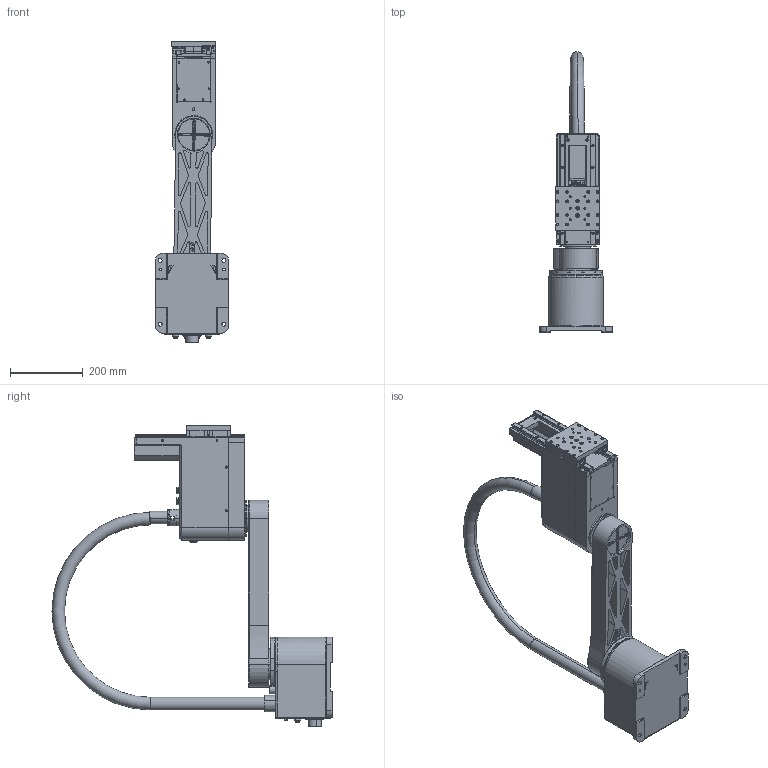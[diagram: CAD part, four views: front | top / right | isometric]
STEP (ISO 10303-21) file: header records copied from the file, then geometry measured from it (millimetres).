
FILE_DESCRIPTION (( 'STEP AP214' ), '1' );
FILE_NAME ('RHS1-8H6515P3-SS3.STEP', '2023-10-20T09:12:34', ( 'User' ), ( '' ), 'SwSTEP 2.0', 'SolidWorks 2020', '' );
FILE_SCHEMA (( 'AUTOMOTIVE_DESIGN' ));
Length unit declared in the file: millimetre
Products named in the file (28): RHS1-8H6515P3-002001.A.STEP.STEP.STEP.STEP; RHS1-8H6515P3-002012.A.STEP.STEP.STEP.STEP; RHS1-8H6515P3-002002.A.STEP.STEP.STEP.STEP; RHS1-8H6515P3-EG15CA-300.STEP.STEP.STEP.STEP; RHS1-8H6515P3-HGLN-600-FLP.STEP.STEP.STEP.STEP; RHS1-8H6515P3-002011.A.STEP.STEP.STEP.STEP; RHS1-8H6515P3-EGH15.STEP.STEP.STEP.STEP; RHS1-8H6515P3-BPM6.STEP.STEP.STEP.STEP; RHS1-8H6515P3EGH152.STEP.STEP.STEP.STEP; RHS1-8H6515P3-PG29.STEP.STEP.STEP.STEP; RHS1-8H6515P3-HGLN-600-J1HCD.STEP.STEP.STEP.STEP; RHS1-8H6515P3-ANKG.STEP.STEP.STEP.STEP; RHS1-8H6515P3-HGLN-700-DBJ1.STEP.STEP.STEP.STEP; RHS1-8H6515P3-SS3; RHS1-8H6515P3-AD34-PG29.STEP.STEP.STEP.STEP; RHS1-8H6515P3-AD34.5-M32.STEP.STEP.STEP.STEP; RHS1-8H6515P3-HGLN-600-DZ.STEP.STEP.STEP.STEP; ____1.STEP.STEP.STEP.STEP; RHS1-8H6515P3-EGH15CA-HK.STEP.STEP.STEP.STEP; RHS1-8H6515P3-002007.A.STEP.STEP.STEP.STEP; RHS1-8H6515P3-002003.A.STEP.STEP.STEP.STEP; RHS1-8H6515P3-002006.A.STEP.STEP.STEP.STEP; RHS1-8H6515P3-BPM6-GJT.STEP.STEP.STEP.STEP; RHS1-8H6515P3-XB.STEP.STEP.STEP.STEP; RHS1-8H6515P3-HGLN-DZZ.STEP.STEP.STEP.STEP; RHS1-8H6515P3-002013A.STEP.STEP.STEP.STEP; RHS1-8H6515P3-DB15.STEP.STEP.STEP.STEP; RHS1-8H6515P3-WS16K.STEP.STEP.STEP.STEP
Assembly tree (39 placements, depth 4):
  RHS1-8H6515P3-SS3
    RHS1-8H6515P3-HGLN-DZZ.STEP.STEP.STEP.STEP
      RHS1-8H6515P3-HGLN-600-DZ.STEP.STEP.STEP.STEP
      RHS1-8H6515P3-HGLN-600-FLP.STEP.STEP.STEP.STEP
      RHS1-8H6515P3-HGLN-600-J1HCD.STEP.STEP.STEP.STEP  x2
      RHS1-8H6515P3-DB15.STEP.STEP.STEP.STEP
      RHS1-8H6515P3-AD34.5-M32.STEP.STEP.STEP.STEP
      RHS1-8H6515P3-PG29.STEP.STEP.STEP.STEP
      RHS1-8H6515P3-BPM6.STEP.STEP.STEP.STEP  x2
    RHS1-8H6515P3-002012.A.STEP.STEP.STEP.STEP
    RHS1-8H6515P3-BPM6.STEP.STEP.STEP.STEP  x2
    RHS1-8H6515P3-HGLN-700-DBJ1.STEP.STEP.STEP.STEP
    RHS1-8H6515P3-XB.STEP.STEP.STEP.STEP
      RHS1-8H6515P3-EGH15.STEP.STEP.STEP.STEP
        RHS1-8H6515P3-EG15CA-300.STEP.STEP.STEP.STEP
        RHS1-8H6515P3-EGH15CA-HK.STEP.STEP.STEP.STEP  x2
      RHS1-8H6515P3EGH152.STEP.STEP.STEP.STEP
        RHS1-8H6515P3-EG15CA-300.STEP.STEP.STEP.STEP
        RHS1-8H6515P3-EGH15CA-HK.STEP.STEP.STEP.STEP  x2
      RHS1-8H6515P3-002002.A.STEP.STEP.STEP.STEP
      RHS1-8H6515P3-002001.A.STEP.STEP.STEP.STEP
      RHS1-8H6515P3-AD34-PG29.STEP.STEP.STEP.STEP
      RHS1-8H6515P3-BPM6-GJT.STEP.STEP.STEP.STEP  x4
      RHS1-8H6515P3-ANKG.STEP.STEP.STEP.STEP
      RHS1-8H6515P3-002006.A.STEP.STEP.STEP.STEP
      RHS1-8H6515P3-002011.A.STEP.STEP.STEP.STEP
      RHS1-8H6515P3-WS16K.STEP.STEP.STEP.STEP  x2
      RHS1-8H6515P3-002007.A.STEP.STEP.STEP.STEP
      RHS1-8H6515P3-002013A.STEP.STEP.STEP.STEP
      RHS1-8H6515P3-002003.A.STEP.STEP.STEP.STEP
    ____1.STEP.STEP.STEP.STEP
Bounding box: 200 x 767.95 x 825.1 mm (x, y, z)
Volume: 11195459 mm3; surface area: 1423398.6 mm2
Topology: 40 solids, 41 shells, 4215 faces, 11129 edges, 7189 vertices
Faces by surface type: plane 1871, cylinder 1492, cone 468, bspline 350, torus 34
Entity records: 72403 total; most frequent: CARTESIAN_POINT 16482, DIRECTION 11656, ORIENTED_EDGE 11240, EDGE_CURVE 5620, AXIS2_PLACEMENT_3D 4297, VERTEX_POINT 3671, LINE 3062, VECTOR 3062
